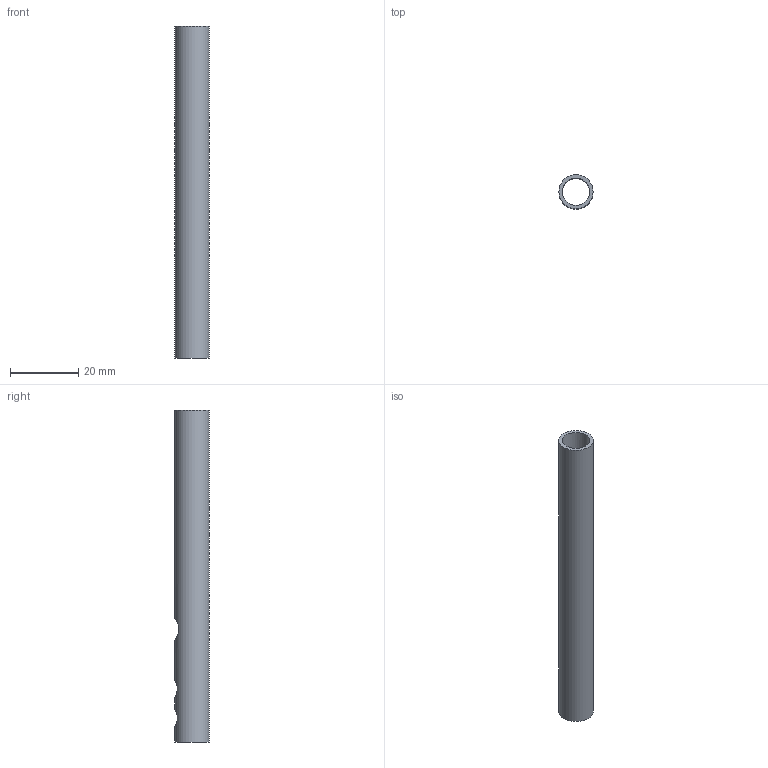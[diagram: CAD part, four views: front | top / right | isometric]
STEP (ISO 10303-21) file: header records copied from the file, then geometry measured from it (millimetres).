
FILE_DESCRIPTION(('STEP AP242'), '1');
FILE_NAME('Êàòóøêà öåíòð', '', ('UNSPECIFIED'), ('UNSPECIFIED'), 'C3D Converter', 'C3D Toolkit', '');
FILE_SCHEMA(('AP242_MANAGED_MODEL_BASED_3D_ENGINEERING_MIM_LF { 1 0 10303 442 1 1 4 }'));
Length unit declared in the file: millimetre
Bounding box: 10 x 10 x 97 mm (x, y, z)
Volume: 2665.6 mm3; surface area: 5446.2 mm2
Topology: 1 solids, 1 shells, 7 faces, 15 edges, 10 vertices
Faces by surface type: cylinder 5, plane 2
Full cylindrical faces by diameter (mm): 5 x2, 6.5 x1, 8 x1, 10 x1
Entity records: 1187 total; most frequent: CARTESIAN_POINT 953, DIRECTION 24, EDGE_LOOP 20, ORIENTED_EDGE 20, AXIS2_PLACEMENT_3D 12, FACE_OUTER_BOUND 10, FACE_BOUND 10, EDGE_CURVE 10
